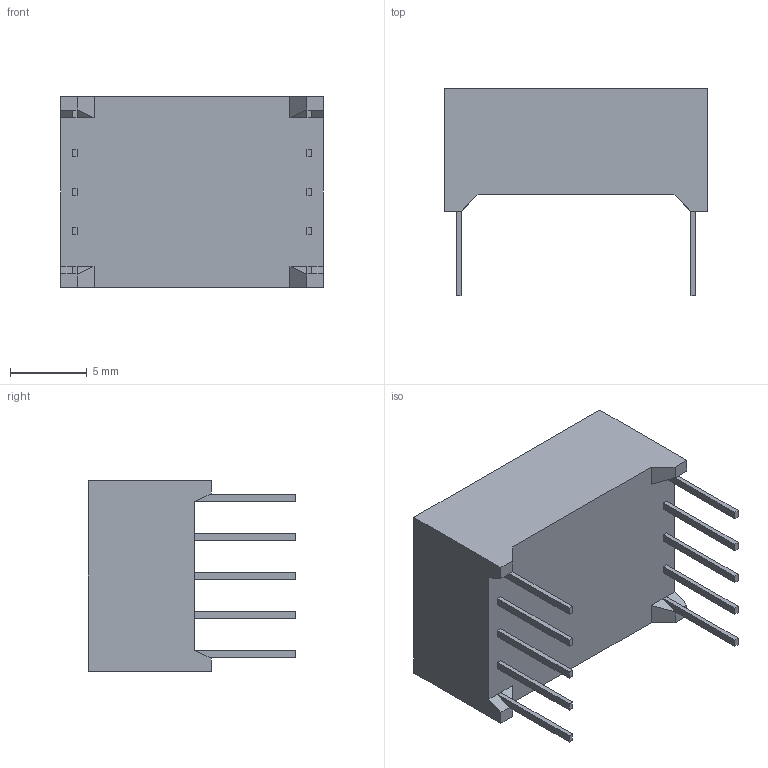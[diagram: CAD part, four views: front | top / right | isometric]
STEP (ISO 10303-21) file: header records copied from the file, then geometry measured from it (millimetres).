
FILE_DESCRIPTION (( 'STEP AP214' ), '1' );
FILE_NAME ('HDSP-511Y.STEP', '2023-11-13T03:54:35', ( '' ), ( '' ), 'SwSTEP 2.0', 'SolidWorks 2021', '' );
FILE_SCHEMA (( 'AUTOMOTIVE_DESIGN' ));
Length unit declared in the file: millimetre
Products named in the file (1): HDSP-511Y
Bounding box: 17.1 x 13.5 x 12.4 mm (x, y, z)
Volume: 1480.9 mm3; surface area: 1297.3 mm2
Topology: 19 solids, 19 shells, 206 faces, 468 edges, 308 vertices
Faces by surface type: plane 202, cylinder 4
Entity records: 6511 total; most frequent: CARTESIAN_POINT 983, ORIENTED_EDGE 936, DIRECTION 890, EDGE_CURVE 468, LINE 460, VECTOR 460, VERTEX_POINT 308, AXIS2_PLACEMENT_3D 215
